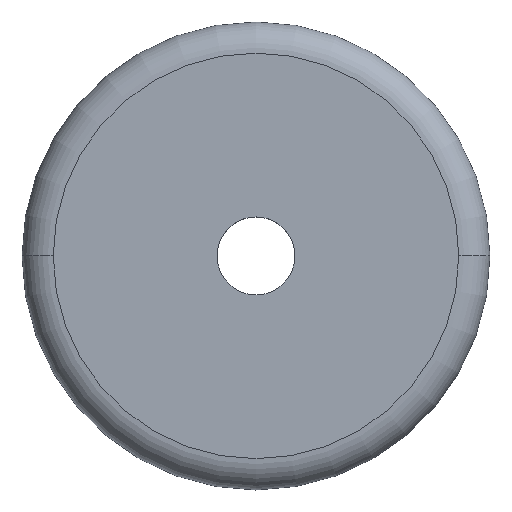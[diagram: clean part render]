
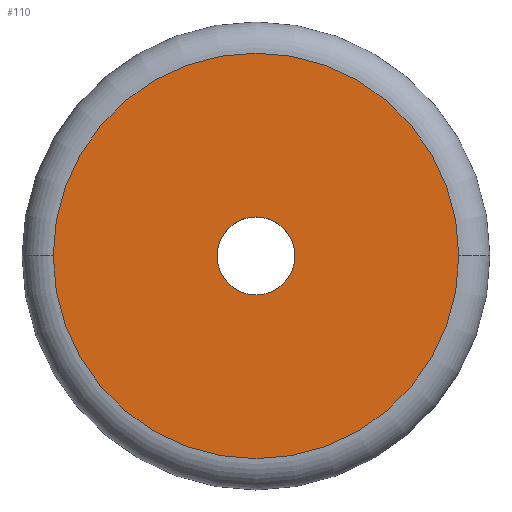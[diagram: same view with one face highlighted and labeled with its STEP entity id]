
A CAD part, top view. The second image highlights one B-rep face of the part: STEP entity #110.
In plain terms, the highlighted planar face has unit normal (0, 0, 1).
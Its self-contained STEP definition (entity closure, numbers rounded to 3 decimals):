
#5 = VERTEX_POINT ( 'NONE', #308 ) ;
#11 = CIRCLE ( 'NONE', #58, 13. ) ;
#14 = DIRECTION ( 'NONE',  ( 0., 0., 1. ) ) ;
#25 = DIRECTION ( 'NONE',  ( 0., 0., 1. ) ) ;
#34 = ORIENTED_EDGE ( 'NONE', *, *, #261, .T. ) ;
#42 = CARTESIAN_POINT ( 'NONE',  ( 0., 0., 6. ) ) ;
#48 = DIRECTION ( 'NONE',  ( 1., 0., 0. ) ) ;
#51 = DIRECTION ( 'NONE',  ( 1., 0., 0. ) ) ;
#58 = AXIS2_PLACEMENT_3D ( 'NONE', #266, #108, #48 ) ;
#67 = EDGE_LOOP ( 'NONE', ( #304, #34 ) ) ;
#69 = ORIENTED_EDGE ( 'NONE', *, *, #311, .F. ) ;
#74 = AXIS2_PLACEMENT_3D ( 'NONE', #268, #25, #241 ) ;
#108 = DIRECTION ( 'NONE',  ( 0., 0., 1. ) ) ;
#110 = ADVANCED_FACE ( 'NONE', ( #155, #182 ), #129, .T. ) ;
#129 = PLANE ( 'NONE',  #324 ) ;
#155 = FACE_OUTER_BOUND ( 'NONE', #67, .T. ) ;
#162 = DIRECTION ( 'NONE',  ( 1., 0., 0. ) ) ;
#170 = VERTEX_POINT ( 'NONE', #211 ) ;
#182 = FACE_BOUND ( 'NONE', #258, .T. ) ;
#188 = CARTESIAN_POINT ( 'NONE',  ( 0., 0., 6. ) ) ;
#189 = CARTESIAN_POINT ( 'NONE',  ( 0., 0., 6. ) ) ;
#193 = CARTESIAN_POINT ( 'NONE',  ( 13., 0., 6. ) ) ;
#211 = CARTESIAN_POINT ( 'NONE',  ( 2.5, 0., 6. ) ) ;
#215 = CIRCLE ( 'NONE', #333, 2.5 ) ;
#232 = DIRECTION ( 'NONE',  ( 1., 0., 0. ) ) ;
#241 = DIRECTION ( 'NONE',  ( 1., 0., 0. ) ) ;
#252 = ORIENTED_EDGE ( 'NONE', *, *, #334, .F. ) ;
#258 = EDGE_LOOP ( 'NONE', ( #252, #69 ) ) ;
#261 = EDGE_CURVE ( 'NONE', #5, #332, #11, .T. ) ;
#266 = CARTESIAN_POINT ( 'NONE',  ( 0., 0., 6. ) ) ;
#268 = CARTESIAN_POINT ( 'NONE',  ( 0., 0., 6. ) ) ;
#289 = CIRCLE ( 'NONE', #350, 13. ) ;
#294 = DIRECTION ( 'NONE',  ( 0., 0., 1. ) ) ;
#297 = DIRECTION ( 'NONE',  ( 0., 0., 1. ) ) ;
#304 = ORIENTED_EDGE ( 'NONE', *, *, #347, .T. ) ;
#308 = CARTESIAN_POINT ( 'NONE',  ( -13., 0., 6. ) ) ;
#311 = EDGE_CURVE ( 'NONE', #170, #335, #215, .T. ) ;
#315 = CIRCLE ( 'NONE', #74, 2.5 ) ;
#324 = AXIS2_PLACEMENT_3D ( 'NONE', #42, #14, #232 ) ;
#332 = VERTEX_POINT ( 'NONE', #193 ) ;
#333 = AXIS2_PLACEMENT_3D ( 'NONE', #188, #297, #51 ) ;
#334 = EDGE_CURVE ( 'NONE', #335, #170, #315, .T. ) ;
#335 = VERTEX_POINT ( 'NONE', #348 ) ;
#347 = EDGE_CURVE ( 'NONE', #332, #5, #289, .T. ) ;
#348 = CARTESIAN_POINT ( 'NONE',  ( -2.5, 0., 6. ) ) ;
#350 = AXIS2_PLACEMENT_3D ( 'NONE', #189, #294, #162 ) ;
